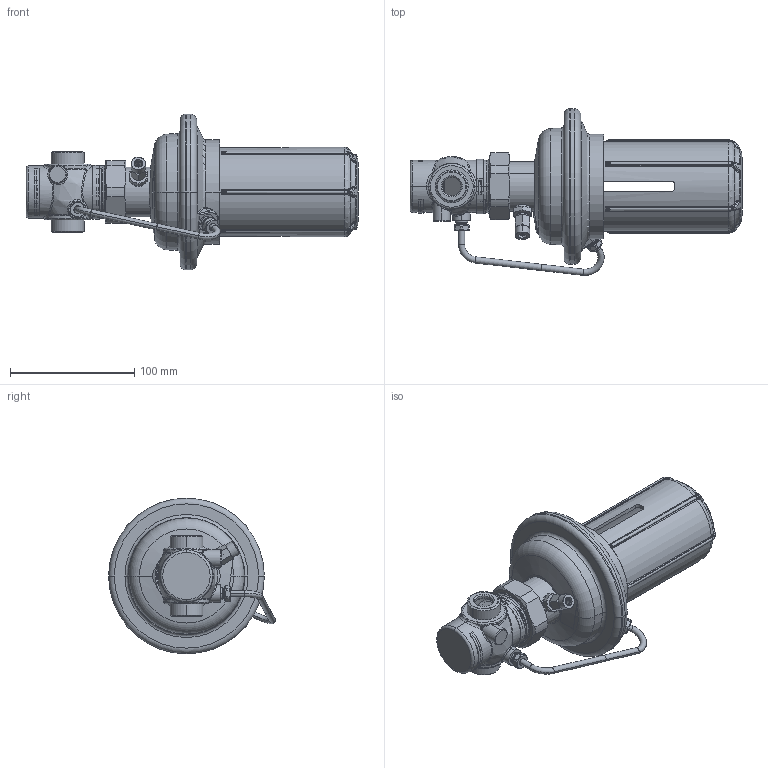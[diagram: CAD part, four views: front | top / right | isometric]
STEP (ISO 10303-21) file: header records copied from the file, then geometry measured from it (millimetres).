
FILE_DESCRIPTION((''),'2;1');
FILE_NAME('003H6313_ASM','2015-03-05T',('u317927'),('Danfoss'),'PRO/ENGINEER BY PARAMETRIC TECHNOLOGY CORPORATION, 2014000','PRO/ENGINEER BY PARAMETRIC TECHNOLOGY CORPORATION, 2014000','');
FILE_SCHEMA(('CONFIG_CONTROL_DESIGN'));
Products named in the file (23): 8883810; 8883816_ASM; 88810790_ZAVIHAN; 8883808_INST; 8890090; 8883750_ASM; 8882812_ASM; 8882930; 8882928_ASM; 065B0772-FLOW_ASM; 8883510; 8880016-ROUND; STICKER-ACTUATOR; 8882056; SERTO2; 100002186; 88810710; SERTO3; SERTO-1_ASM; TYPENSCHILD-ANTRIEB; 8883530; 5454300; 003H6313_ASM
Assembly tree (26 placements, depth 4):
  003H6313_ASM
    8883750_ASM
      8883810
      8883816_ASM
      88810790_ZAVIHAN
      8883808_INST
      8890090
    065B0772-FLOW_ASM
      8882812_ASM
      8882928_ASM
        8882930
    8883510
    8880016-ROUND
    STICKER-ACTUATOR
    8882056  x2
    SERTO2  x2
    100002186  x2
    SERTO-1_ASM
      88810710
      SERTO2
      SERTO3
    TYPENSCHILD-ANTRIEB
    8883530
    5454300
Bounding box: 266.8 x 134 x 125.09 mm (x, y, z)
Volume: 344826.9 mm3; surface area: 200757.3 mm2
Topology: 20 solids, 34 shells, 1831 faces, 4510 edges, 2792 vertices
Faces by surface type: plane 801, cylinder 352, bspline 274, cone 221, torus 162, sphere 21
Entity records: 63889 total; most frequent: CARTESIAN_POINT 24871, ORIENTED_EDGE 8568, DIRECTION 7372, EDGE_CURVE 4322, AXIS2_PLACEMENT_3D 2981, VERTEX_POINT 2674, EDGE_LOOP 1848, FACE_OUTER_BOUND 1748
